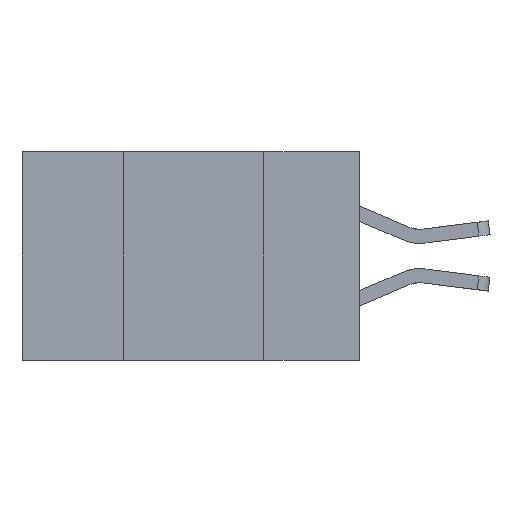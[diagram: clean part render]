
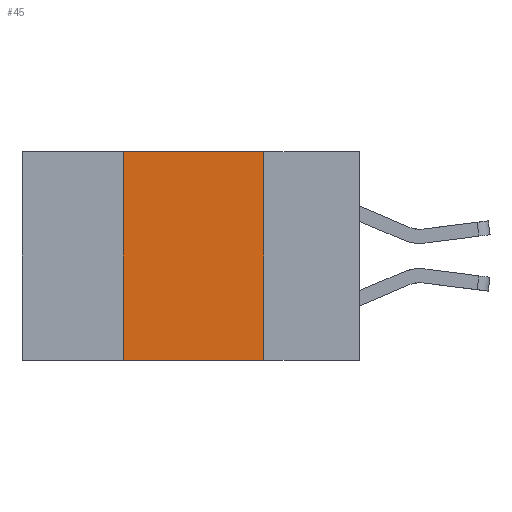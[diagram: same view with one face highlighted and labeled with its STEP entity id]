
A CAD part, left-side view. The second image highlights one B-rep face of the part: STEP entity #45.
In plain terms, the highlighted planar face has unit normal (-1, 0, 0).
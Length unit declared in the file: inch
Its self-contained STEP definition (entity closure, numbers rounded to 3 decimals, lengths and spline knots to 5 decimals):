
#33 = CARTESIAN_POINT ( 'NONE',  ( 0., 0.6, -0.37 ) ) ;
#45 = ADVANCED_FACE ( 'NONE', ( #14140 ), #5718, .F. ) ;
#425 = ORIENTED_EDGE ( 'NONE', *, *, #9231, .F. ) ;
#564 = EDGE_CURVE ( 'NONE', #5991, #9680, #12910, .T. ) ;
#760 = CARTESIAN_POINT ( 'NONE',  ( 0., 0.17, -0.37 ) ) ;
#1239 = VECTOR ( 'NONE', #13732, 39.37008 ) ;
#1587 = EDGE_CURVE ( 'NONE', #5991, #8876, #5605, .T. ) ;
#1749 = ORIENTED_EDGE ( 'NONE', *, *, #564, .T. ) ;
#1755 = EDGE_CURVE ( 'NONE', #9785, #9680, #5100, .T. ) ;
#2566 = VECTOR ( 'NONE', #4389, 39.37008 ) ;
#3167 = CARTESIAN_POINT ( 'NONE',  ( 0., 0.6, 0. ) ) ;
#3969 = ORIENTED_EDGE ( 'NONE', *, *, #1587, .F. ) ;
#4389 = DIRECTION ( 'NONE',  ( 0., -1., 0. ) ) ;
#4727 = CARTESIAN_POINT ( 'NONE',  ( 0., 0.17, 0. ) ) ;
#5100 = LINE ( 'NONE', #10865, #10293 ) ;
#5605 = LINE ( 'NONE', #13313, #11437 ) ;
#5615 = DIRECTION ( 'NONE',  ( 1., 0., 0. ) ) ;
#5718 = PLANE ( 'NONE',  #13589 ) ;
#5991 = VERTEX_POINT ( 'NONE', #14277 ) ;
#6158 = CARTESIAN_POINT ( 'NONE',  ( 0., 0.42, 0. ) ) ;
#8285 = CARTESIAN_POINT ( 'NONE',  ( 0., 0.6, 0. ) ) ;
#8876 = VERTEX_POINT ( 'NONE', #6158 ) ;
#9231 = EDGE_CURVE ( 'NONE', #8876, #9785, #11506, .T. ) ;
#9680 = VERTEX_POINT ( 'NONE', #760 ) ;
#9785 = VERTEX_POINT ( 'NONE', #4727 ) ;
#10293 = VECTOR ( 'NONE', #10804, 39.37008 ) ;
#10804 = DIRECTION ( 'NONE',  ( 0., 0., -1. ) ) ;
#10865 = CARTESIAN_POINT ( 'NONE',  ( 0., 0.17, 0. ) ) ;
#11437 = VECTOR ( 'NONE', #13301, 39.37008 ) ;
#11506 = LINE ( 'NONE', #3167, #2566 ) ;
#12006 = ORIENTED_EDGE ( 'NONE', *, *, #1755, .F. ) ;
#12498 = EDGE_LOOP ( 'NONE', ( #12006, #425, #3969, #1749 ) ) ;
#12683 = DIRECTION ( 'NONE',  ( 0., 0., -1. ) ) ;
#12910 = LINE ( 'NONE', #33, #1239 ) ;
#13301 = DIRECTION ( 'NONE',  ( 0., 0., 1. ) ) ;
#13313 = CARTESIAN_POINT ( 'NONE',  ( 0., 0.42, 0. ) ) ;
#13589 = AXIS2_PLACEMENT_3D ( 'NONE', #8285, #5615, #12683 ) ;
#13732 = DIRECTION ( 'NONE',  ( 0., -1., 0. ) ) ;
#14140 = FACE_OUTER_BOUND ( 'NONE', #12498, .T. ) ;
#14277 = CARTESIAN_POINT ( 'NONE',  ( 0., 0.42, -0.37 ) ) ;
